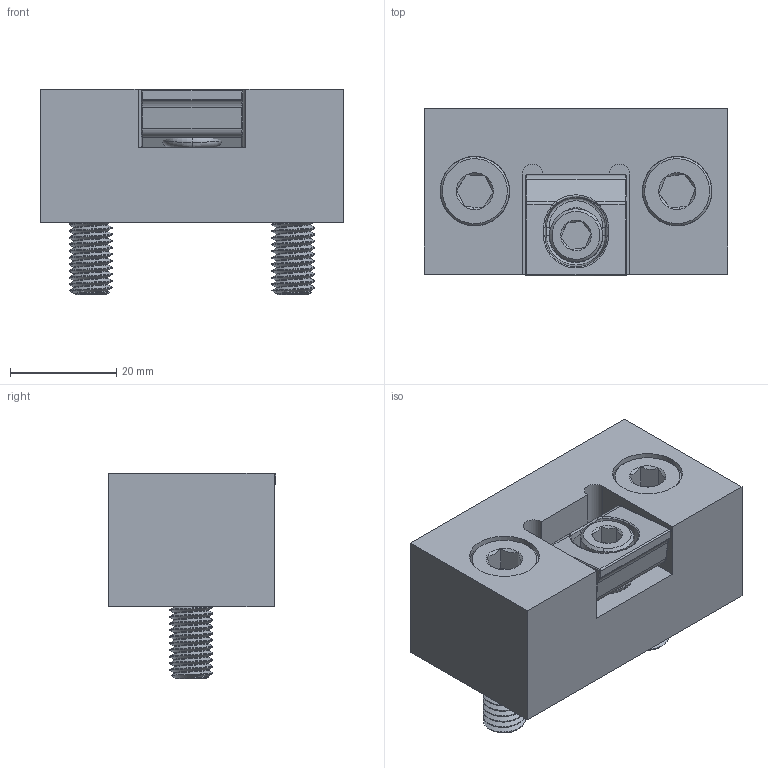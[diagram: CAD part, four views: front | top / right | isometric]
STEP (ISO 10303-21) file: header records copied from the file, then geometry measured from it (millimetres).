
FILE_DESCRIPTION (( 'STEP AP203' ), '1' );
FILE_NAME ('56225.STEP', '2020-05-15T16:20:40', ( 'Marc' ), ( 'Microsoft' ), 'SwSTEP 2.0', 'SolidWorks 2018', '' );
FILE_SCHEMA (( 'CONFIG_CONTROL_DESIGN' ));
Length unit declared in the file: inch
Products named in the file (7): M616MM SHCS_M616MM SHCS ; 108 O-RING_108 O-RING; 56060_56060; M830MM SHCS_M830MM SHCS; 56225; 262201_562201; 260601_260601
Assembly tree (7 placements, depth 3):
  56225
    262201_562201
    56060_56060
      260601_260601
      M616MM SHCS_M616MM SHCS 
      108 O-RING_108 O-RING
    M830MM SHCS_M830MM SHCS  x2
Bounding box: 57.15 x 31.55 x 38.64 mm (x, y, z)
Volume: 43403.9 mm3; surface area: 16126.2 mm2
Topology: 6 solids, 6 shells, 470 faces, 1239 edges, 785 vertices
Faces by surface type: cylinder 305, plane 57, cone 52, bspline 31, torus 20, sphere 5
Entity records: 17410 total; most frequent: CARTESIAN_POINT 9367, ORIENTED_EDGE 1772, DIRECTION 1321, EDGE_CURVE 886, VERTEX_POINT 556, AXIS2_PLACEMENT_3D 510, EDGE_LOOP 358, ADVANCED_FACE 344
